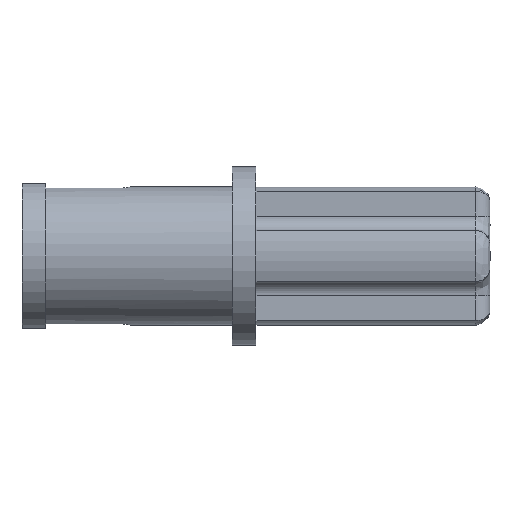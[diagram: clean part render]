
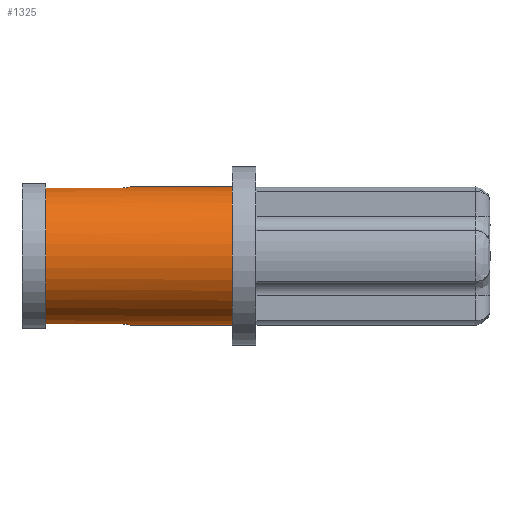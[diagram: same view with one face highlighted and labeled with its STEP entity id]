
A CAD part, left-side view. The second image highlights one B-rep face of the part: STEP entity #1325.
In plain terms, the highlighted cylindrical face has radius 2.39 mm (diameter 4.78 mm), a partial arc.
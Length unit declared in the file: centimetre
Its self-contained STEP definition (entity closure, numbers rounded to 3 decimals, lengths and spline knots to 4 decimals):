
#11 = DIRECTION ( 'NONE',  ( 0., 0., 1. ) ) ;
#24 = VERTEX_POINT ( 'NONE', #431 ) ;
#30 = CARTESIAN_POINT ( 'NONE',  ( -0.05, 0.4641, -0.2337 ) ) ;
#62 = DIRECTION ( 'NONE',  ( 0., 1., 0. ) ) ;
#137 = EDGE_CURVE ( 'NONE', #1107, #455, #847, .T. ) ;
#179 = CARTESIAN_POINT ( 'NONE',  ( -0.05, 0.725, 0.2337 ) ) ;
#197 = ORIENTED_EDGE ( 'NONE', *, *, #1697, .T. ) ;
#198 = ORIENTED_EDGE ( 'NONE', *, *, #497, .T. ) ;
#207 = EDGE_CURVE ( 'NONE', #455, #606, #1051, .T. ) ;
#231 = VECTOR ( 'NONE', #805, 100. ) ;
#241 = VERTEX_POINT ( 'NONE', #1358 ) ;
#244 = AXIS2_PLACEMENT_3D ( 'NONE', #1121, #1385, #1722 ) ;
#274 = ORIENTED_EDGE ( 'NONE', *, *, #335, .F. ) ;
#293 = VECTOR ( 'NONE', #1456, 100. ) ;
#335 = EDGE_CURVE ( 'NONE', #1122, #606, #365, .T. ) ;
#349 = CARTESIAN_POINT ( 'NONE',  ( -0.05, 0.725, -0.2337 ) ) ;
#365 = LINE ( 'NONE', #1523, #1838 ) ;
#406 = CARTESIAN_POINT ( 'NONE',  ( -0.0261, 0.4327, 0.2378 ) ) ;
#431 = CARTESIAN_POINT ( 'NONE',  ( 0., 0.4273, 0.239 ) ) ;
#445 = VERTEX_POINT ( 'NONE', #179 ) ;
#455 = VERTEX_POINT ( 'NONE', #1794 ) ;
#460 = VERTEX_POINT ( 'NONE', #880 ) ;
#497 = EDGE_CURVE ( 'NONE', #1122, #460, #1655, .T. ) ;
#509 = LINE ( 'NONE', #1698, #231 ) ;
#595 = CARTESIAN_POINT ( 'NONE',  ( -0.05, 0.4773, -0.2337 ) ) ;
#604 = CARTESIAN_POINT ( 'NONE',  ( -0.0445, 0.4512, -0.235 ) ) ;
#606 = VERTEX_POINT ( 'NONE', #1532 ) ;
#612 = CARTESIAN_POINT ( 'NONE',  ( -0.0261, 0.4328, -0.2377 ) ) ;
#682 = DIRECTION ( 'NONE',  ( 0., 0., 1. ) ) ;
#705 = CARTESIAN_POINT ( 'NONE',  ( -0.05, 0.4641, 0.2337 ) ) ;
#706 = ORIENTED_EDGE ( 'NONE', *, *, #1214, .T. ) ;
#792 = CYLINDRICAL_SURFACE ( 'NONE', #1136, 0.239 ) ;
#801 = FACE_OUTER_BOUND ( 'NONE', #1248, .T. ) ;
#805 = DIRECTION ( 'NONE',  ( 0., 1., 0. ) ) ;
#835 = DIRECTION ( 'NONE',  ( 0., 1., 0. ) ) ;
#847 = LINE ( 'NONE', #864, #293 ) ;
#864 = CARTESIAN_POINT ( 'NONE',  ( -0.05, 0., -0.2337 ) ) ;
#874 = CARTESIAN_POINT ( 'NONE',  ( 0., 0.4273, 0.239 ) ) ;
#880 = CARTESIAN_POINT ( 'NONE',  ( 0., 0.0815, 0.239 ) ) ;
#980 = CIRCLE ( 'NONE', #244, 0.239 ) ;
#1051 = B_SPLINE_CURVE_WITH_KNOTS ( 'NONE', 3,
 ( #595, #30, #604, #612, #1339, #1633 ),
 .UNSPECIFIED., .F., .F.,
 ( 4, 2, 4 ),
 ( 0., 0.0004, 0.0008 ),
 .UNSPECIFIED. ) ;
#1087 = CARTESIAN_POINT ( 'NONE',  ( 0., 0.0815, -0.239 ) ) ;
#1107 = VERTEX_POINT ( 'NONE', #349 ) ;
#1121 = CARTESIAN_POINT ( 'NONE',  ( 0., 0.725, 0. ) ) ;
#1122 = VERTEX_POINT ( 'NONE', #1087 ) ;
#1131 = CARTESIAN_POINT ( 'NONE',  ( 0., 0., 0.239 ) ) ;
#1136 = AXIS2_PLACEMENT_3D ( 'NONE', #1394, #835, #682 ) ;
#1144 = CARTESIAN_POINT ( 'NONE',  ( -0.0131, 0.4273, 0.239 ) ) ;
#1214 = EDGE_CURVE ( 'NONE', #241, #445, #509, .T. ) ;
#1220 = AXIS2_PLACEMENT_3D ( 'NONE', #1635, #1509, #11 ) ;
#1248 = EDGE_LOOP ( 'NONE', ( #274, #198, #1412, #197, #706, #1397, #1599, #1544 ) ) ;
#1271 = EDGE_CURVE ( 'NONE', #445, #1107, #980, .T. ) ;
#1281 = CARTESIAN_POINT ( 'NONE',  ( -0.05, 0.4773, 0.2337 ) ) ;
#1301 = EDGE_CURVE ( 'NONE', #460, #24, #1403, .T. ) ;
#1303 = CARTESIAN_POINT ( 'NONE',  ( -0.0446, 0.4513, 0.235 ) ) ;
#1324 = VECTOR ( 'NONE', #1684, 100. ) ;
#1325 = ADVANCED_FACE ( 'NONE', ( #801 ), #792, .T. ) ;
#1339 = CARTESIAN_POINT ( 'NONE',  ( -0.0131, 0.4273, -0.239 ) ) ;
#1358 = CARTESIAN_POINT ( 'NONE',  ( -0.05, 0.4773, 0.2337 ) ) ;
#1385 = DIRECTION ( 'NONE',  ( 0., -1., 0. ) ) ;
#1394 = CARTESIAN_POINT ( 'NONE',  ( 0., 0., 0. ) ) ;
#1397 = ORIENTED_EDGE ( 'NONE', *, *, #1271, .T. ) ;
#1403 = LINE ( 'NONE', #1131, #1324 ) ;
#1406 = B_SPLINE_CURVE_WITH_KNOTS ( 'NONE', 3,
 ( #874, #1144, #406, #1303, #705, #1281 ),
 .UNSPECIFIED., .F., .F.,
 ( 4, 2, 4 ),
 ( 0.0008, 0.0012, 0.0016 ),
 .UNSPECIFIED. ) ;
#1412 = ORIENTED_EDGE ( 'NONE', *, *, #1301, .T. ) ;
#1456 = DIRECTION ( 'NONE',  ( 0., -1., 0. ) ) ;
#1509 = DIRECTION ( 'NONE',  ( 0., 1., 0. ) ) ;
#1523 = CARTESIAN_POINT ( 'NONE',  ( 0., 0., -0.239 ) ) ;
#1532 = CARTESIAN_POINT ( 'NONE',  ( 0., 0.4273, -0.239 ) ) ;
#1544 = ORIENTED_EDGE ( 'NONE', *, *, #207, .T. ) ;
#1599 = ORIENTED_EDGE ( 'NONE', *, *, #137, .T. ) ;
#1633 = CARTESIAN_POINT ( 'NONE',  ( 0., 0.4273, -0.239 ) ) ;
#1635 = CARTESIAN_POINT ( 'NONE',  ( 0., 0.0815, 0. ) ) ;
#1655 = CIRCLE ( 'NONE', #1220, 0.239 ) ;
#1684 = DIRECTION ( 'NONE',  ( 0., 1., 0. ) ) ;
#1697 = EDGE_CURVE ( 'NONE', #24, #241, #1406, .T. ) ;
#1698 = CARTESIAN_POINT ( 'NONE',  ( -0.05, 0., 0.2337 ) ) ;
#1722 = DIRECTION ( 'NONE',  ( 0., 0., 1. ) ) ;
#1794 = CARTESIAN_POINT ( 'NONE',  ( -0.05, 0.4773, -0.2337 ) ) ;
#1838 = VECTOR ( 'NONE', #62, 100. ) ;
